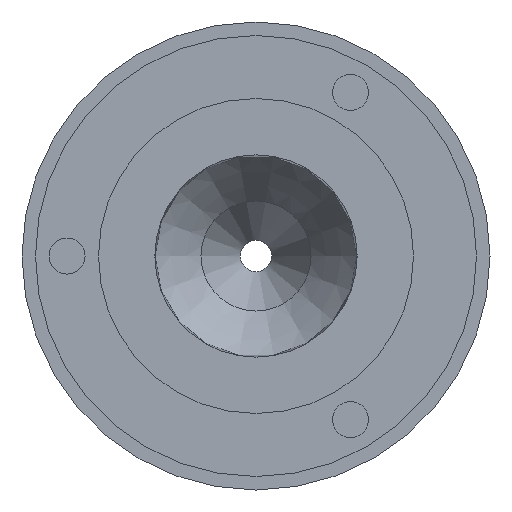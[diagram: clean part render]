
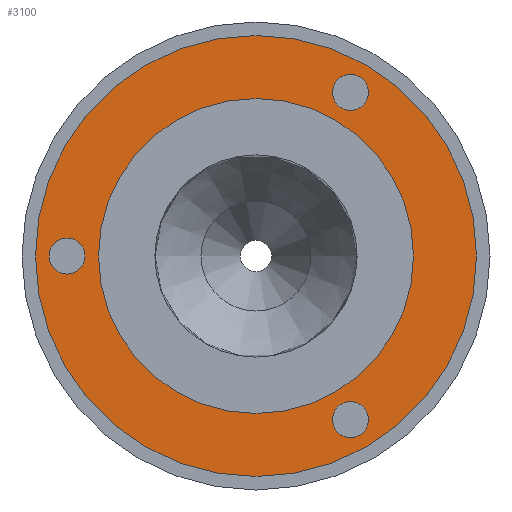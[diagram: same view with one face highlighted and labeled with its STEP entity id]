
A CAD part, front view. The second image highlights one B-rep face of the part: STEP entity #3100.
In plain terms, the highlighted planar face has unit normal (0, -1, 0).
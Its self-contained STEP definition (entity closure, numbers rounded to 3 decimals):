
#735=PLANE('',#3398);
#813=FACE_BOUND('',#1270,.T.);
#814=FACE_BOUND('',#1271,.T.);
#815=FACE_BOUND('',#1272,.T.);
#816=FACE_BOUND('',#1273,.T.);
#1005=FACE_OUTER_BOUND('',#1269,.T.);
#1269=EDGE_LOOP('',(#2879));
#1270=EDGE_LOOP('',(#2880));
#1271=EDGE_LOOP('',(#2881));
#1272=EDGE_LOOP('',(#2882));
#1273=EDGE_LOOP('',(#2883));
#1316=CIRCLE('',#3154,3.);
#1319=CIRCLE('',#3160,3.);
#1326=CIRCLE('',#3190,3.);
#1386=CIRCLE('',#3397,36.75);
#1387=CIRCLE('',#3399,26.25);
#1421=VERTEX_POINT('',#4382);
#1424=VERTEX_POINT('',#4391);
#1455=VERTEX_POINT('',#4488);
#1675=VERTEX_POINT('',#6378);
#1676=VERTEX_POINT('',#6381);
#1710=EDGE_CURVE('',#1421,#1421,#1316,.T.);
#1713=EDGE_CURVE('',#1424,#1424,#1319,.T.);
#1756=EDGE_CURVE('',#1455,#1455,#1326,.T.);
#2077=EDGE_CURVE('',#1675,#1675,#1386,.T.);
#2078=EDGE_CURVE('',#1676,#1676,#1387,.T.);
#2879=ORIENTED_EDGE('',*,*,#2077,.T.);
#2880=ORIENTED_EDGE('',*,*,#1710,.T.);
#2881=ORIENTED_EDGE('',*,*,#1713,.T.);
#2882=ORIENTED_EDGE('',*,*,#1756,.T.);
#2883=ORIENTED_EDGE('',*,*,#2078,.F.);
#3100=ADVANCED_FACE('',(#1005,#813,#814,#815,#816),#735,.T.);
#3154=AXIS2_PLACEMENT_3D('',#4383,#3502,#3503);
#3160=AXIS2_PLACEMENT_3D('',#4392,#3514,#3515);
#3190=AXIS2_PLACEMENT_3D('',#4489,#3610,#3611);
#3397=AXIS2_PLACEMENT_3D('',#6379,#4203,#4204);
#3398=AXIS2_PLACEMENT_3D('',#6380,#4205,#4206);
#3399=AXIS2_PLACEMENT_3D('',#6382,#4207,#4208);
#3502=DIRECTION('center_axis',(0.,1.,0.));
#3503=DIRECTION('ref_axis',(0.5,0.,-0.866));
#3514=DIRECTION('center_axis',(0.,1.,0.));
#3515=DIRECTION('ref_axis',(0.5,0.,0.866));
#3610=DIRECTION('center_axis',(0.,1.,0.));
#3611=DIRECTION('ref_axis',(-1.,0.,0.));
#4203=DIRECTION('center_axis',(0.,-1.,0.));
#4204=DIRECTION('ref_axis',(1.,0.,0.));
#4205=DIRECTION('center_axis',(0.,-1.,0.));
#4206=DIRECTION('ref_axis',(0.,0.,-1.));
#4207=DIRECTION('center_axis',(0.,-1.,0.));
#4208=DIRECTION('ref_axis',(1.,0.,0.));
#4382=CARTESIAN_POINT('',(14.25,-97.5,-24.682));
#4383=CARTESIAN_POINT('Origin',(15.75,-97.5,-27.28));
#4391=CARTESIAN_POINT('',(14.25,-97.5,24.682));
#4392=CARTESIAN_POINT('Origin',(15.75,-97.5,27.28));
#4488=CARTESIAN_POINT('',(-28.5,-97.5,0.));
#4489=CARTESIAN_POINT('Origin',(-31.5,-97.5,0.));
#6378=CARTESIAN_POINT('',(36.75,-97.5,0.));
#6379=CARTESIAN_POINT('Origin',(0.,-97.5,0.));
#6380=CARTESIAN_POINT('Origin',(26.25,-97.5,0.));
#6381=CARTESIAN_POINT('',(26.25,-97.5,0.));
#6382=CARTESIAN_POINT('Origin',(0.,-97.5,0.));
